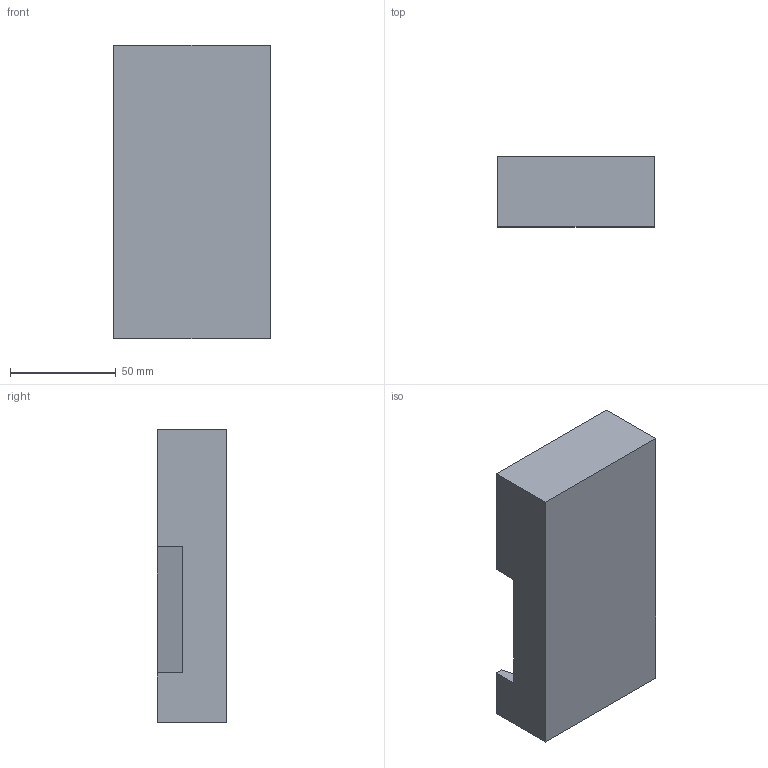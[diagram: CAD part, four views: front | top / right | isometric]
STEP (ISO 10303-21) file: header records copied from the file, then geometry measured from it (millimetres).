
FILE_DESCRIPTION(/* description */ (''),/* implementation_level */ '2;1');
FILE_NAME(/* name */ 'bugg-insert-press-bottom_v1-2.step',/* time_stamp */ '2021-07-26T14:47:51+01:00',/* author */ (''),/* organization */ (''),/* preprocessor_version */ 'ST-DEVELOPER v18.1',/* originating_system */ 'Autodesk Translation Framework v10.6.0.1341',/* authorisation */ '');
FILE_SCHEMA (('AUTOMOTIVE_DESIGN { 1 0 10303 214 3 1 1 }'));
Length unit declared in the file: millimetre
Products named in the file (1): bottom_v1.2
Bounding box: 74 x 33 x 139 mm (x, y, z)
Volume: 123853.8 mm3; surface area: 40457.7 mm2
Topology: 1 solids, 1 shells, 58 faces, 144 edges, 94 vertices
Faces by surface type: plane 28, cylinder 23, bspline 7
Full cylindrical faces by diameter (mm): 29.5 x1
Entity records: 5013 total; most frequent: CARTESIAN_POINT 3669, ORIENTED_EDGE 288, DIRECTION 245, EDGE_CURVE 144, VERTEX_POINT 94, AXIS2_PLACEMENT_3D 83, LINE 79, VECTOR 79
